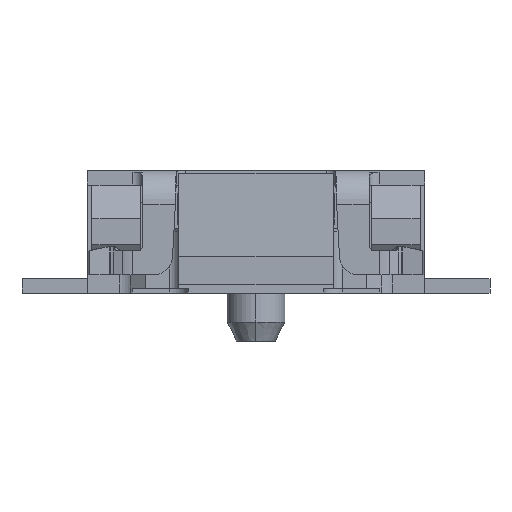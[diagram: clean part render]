
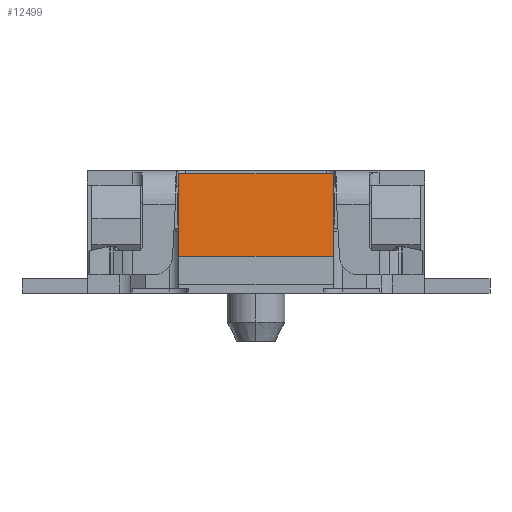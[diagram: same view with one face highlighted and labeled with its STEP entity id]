
A CAD part, front view. The second image highlights one B-rep face of the part: STEP entity #12499.
In plain terms, the highlighted planar face has unit normal (0, -0.998, 0.059).
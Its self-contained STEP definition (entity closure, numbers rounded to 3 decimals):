
#679 = VERTEX_POINT ( 'NONE', #9600 ) ;
#815 = LINE ( 'NONE', #14171, #10740 ) ;
#1562 = EDGE_CURVE ( 'NONE', #679, #4674, #13547, .T. ) ;
#1655 = DIRECTION ( 'NONE',  ( 1., 0., 0. ) ) ;
#2687 = VECTOR ( 'NONE', #11664, 1000. ) ;
#2699 = CARTESIAN_POINT ( 'NONE',  ( -3.508, -3.258, 0.472 ) ) ;
#3566 = ORIENTED_EDGE ( 'NONE', *, *, #10600, .T. ) ;
#4187 = CARTESIAN_POINT ( 'NONE',  ( 0.196, -3.258, 0.472 ) ) ;
#4377 = AXIS2_PLACEMENT_3D ( 'NONE', #2699, #14578, #16025 ) ;
#4674 = VERTEX_POINT ( 'NONE', #8504 ) ;
#4939 = CARTESIAN_POINT ( 'NONE',  ( -1.998, -3.19, 1.638 ) ) ;
#5261 = ORIENTED_EDGE ( 'NONE', *, *, #7992, .T. ) ;
#7315 = VECTOR ( 'NONE', #21069, 1000. ) ;
#7992 = EDGE_CURVE ( 'NONE', #14302, #4674, #10605, .T. ) ;
#8504 = CARTESIAN_POINT ( 'NONE',  ( 0.196, -3.19, 1.638 ) ) ;
#8533 = CARTESIAN_POINT ( 'NONE',  ( -1.998, -3.258, 0.472 ) ) ;
#9600 = CARTESIAN_POINT ( 'NONE',  ( -1.998, -3.19, 1.638 ) ) ;
#10600 = EDGE_CURVE ( 'NONE', #679, #17937, #16375, .T. ) ;
#10605 = LINE ( 'NONE', #17777, #7315 ) ;
#10740 = VECTOR ( 'NONE', #14483, 1000. ) ;
#11027 = EDGE_LOOP ( 'NONE', ( #17680, #5261, #12536, #3566 ) ) ;
#11664 = DIRECTION ( 'NONE',  ( 0., -0.059, -0.998 ) ) ;
#12241 = PLANE ( 'NONE',  #4377 ) ;
#12499 = ADVANCED_FACE ( 'NONE', ( #18958 ), #12241, .T. ) ;
#12536 = ORIENTED_EDGE ( 'NONE', *, *, #1562, .F. ) ;
#13547 = LINE ( 'NONE', #16787, #19425 ) ;
#14171 = CARTESIAN_POINT ( 'NONE',  ( -3.508, -3.258, 0.472 ) ) ;
#14302 = VERTEX_POINT ( 'NONE', #4187 ) ;
#14483 = DIRECTION ( 'NONE',  ( 1., 0., 0. ) ) ;
#14578 = DIRECTION ( 'NONE',  ( 0., -0.998, 0.059 ) ) ;
#16025 = DIRECTION ( 'NONE',  ( -1., 0., 0. ) ) ;
#16375 = LINE ( 'NONE', #4939, #2687 ) ;
#16787 = CARTESIAN_POINT ( 'NONE',  ( -0.901, -3.19, 1.638 ) ) ;
#17680 = ORIENTED_EDGE ( 'NONE', *, *, #21103, .T. ) ;
#17777 = CARTESIAN_POINT ( 'NONE',  ( 0.196, -3.258, 0.472 ) ) ;
#17937 = VERTEX_POINT ( 'NONE', #8533 ) ;
#18958 = FACE_OUTER_BOUND ( 'NONE', #11027, .T. ) ;
#19425 = VECTOR ( 'NONE', #1655, 1000. ) ;
#21069 = DIRECTION ( 'NONE',  ( 0., 0.059, 0.998 ) ) ;
#21103 = EDGE_CURVE ( 'NONE', #17937, #14302, #815, .T. ) ;
